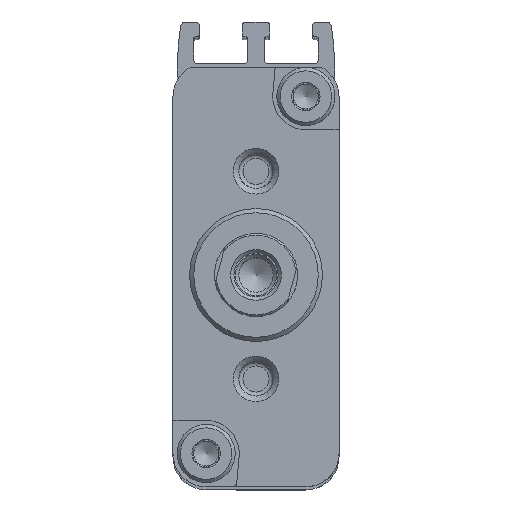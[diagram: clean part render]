
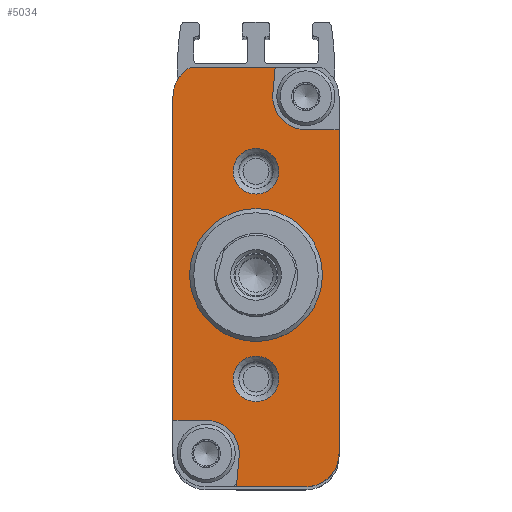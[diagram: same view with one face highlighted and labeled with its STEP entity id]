
A CAD part, top view. The second image highlights one B-rep face of the part: STEP entity #5034.
In plain terms, the highlighted planar face has unit normal (0, 0, 1).
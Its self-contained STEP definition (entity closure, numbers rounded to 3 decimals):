
#360=CIRCLE('',#5491,4.);
#364=CIRCLE('',#5498,4.);
#366=CIRCLE('',#5501,4.);
#367=CIRCLE('',#5502,4.);
#368=CIRCLE('',#5503,2.75);
#369=CIRCLE('',#5504,2.75);
#370=CIRCLE('',#5505,8.);
#819=ORIENTED_EDGE('',*,*,#2179,.F.);
#820=ORIENTED_EDGE('',*,*,#2163,.T.);
#821=ORIENTED_EDGE('',*,*,#2164,.T.);
#822=ORIENTED_EDGE('',*,*,#2167,.T.);
#823=ORIENTED_EDGE('',*,*,#2180,.F.);
#824=ORIENTED_EDGE('',*,*,#2181,.F.);
#825=ORIENTED_EDGE('',*,*,#2182,.F.);
#826=ORIENTED_EDGE('',*,*,#2175,.T.);
#827=ORIENTED_EDGE('',*,*,#2177,.T.);
#828=ORIENTED_EDGE('',*,*,#2154,.T.);
#829=ORIENTED_EDGE('',*,*,#2183,.F.);
#830=ORIENTED_EDGE('',*,*,#2184,.F.);
#831=ORIENTED_EDGE('',*,*,#2185,.T.);
#832=ORIENTED_EDGE('',*,*,#2186,.T.);
#833=ORIENTED_EDGE('',*,*,#2187,.T.);
#2154=EDGE_CURVE('',#2826,#2825,#3246,.T.);
#2163=EDGE_CURVE('',#2830,#2832,#3252,.T.);
#2164=EDGE_CURVE('',#2832,#2833,#360,.T.);
#2167=EDGE_CURVE('',#2833,#2835,#3255,.T.);
#2175=EDGE_CURVE('',#2839,#2841,#3261,.T.);
#2177=EDGE_CURVE('',#2841,#2826,#364,.T.);
#2179=EDGE_CURVE('',#2830,#2843,#3262,.T.);
#2180=EDGE_CURVE('',#2844,#2835,#3263,.T.);
#2181=EDGE_CURVE('',#2845,#2844,#366,.T.);
#2182=EDGE_CURVE('',#2839,#2845,#3264,.T.);
#2183=EDGE_CURVE('',#2846,#2825,#3265,.T.);
#2184=EDGE_CURVE('',#2843,#2846,#367,.T.);
#2185=EDGE_CURVE('',#2847,#2847,#368,.T.);
#2186=EDGE_CURVE('',#2848,#2848,#369,.T.);
#2187=EDGE_CURVE('',#2849,#2849,#370,.F.);
#2825=VERTEX_POINT('',#8099);
#2826=VERTEX_POINT('',#8101);
#2830=VERTEX_POINT('',#8111);
#2832=VERTEX_POINT('',#8116);
#2833=VERTEX_POINT('',#8120);
#2835=VERTEX_POINT('',#8125);
#2839=VERTEX_POINT('',#8135);
#2841=VERTEX_POINT('',#8140);
#2843=VERTEX_POINT('',#8149);
#2844=VERTEX_POINT('',#8151);
#2845=VERTEX_POINT('',#8153);
#2846=VERTEX_POINT('',#8156);
#2847=VERTEX_POINT('',#8159);
#2848=VERTEX_POINT('',#8161);
#2849=VERTEX_POINT('',#8163);
#3246=LINE('',#8100,#3592);
#3252=LINE('',#8117,#3598);
#3255=LINE('',#8126,#3601);
#3261=LINE('',#8141,#3607);
#3262=LINE('',#8148,#3608);
#3263=LINE('',#8150,#3609);
#3264=LINE('',#8154,#3610);
#3265=LINE('',#8155,#3611);
#3592=VECTOR('',#6330,1000.);
#3598=VECTOR('',#6344,1000.);
#3601=VECTOR('',#6353,1000.);
#3607=VECTOR('',#6365,1000.);
#3608=VECTOR('',#6376,1000.);
#3609=VECTOR('',#6377,1000.);
#3610=VECTOR('',#6380,1000.);
#3611=VECTOR('',#6381,1000.);
#3956=EDGE_LOOP('',(#819,#820,#821,#822,#823,#824,#825,#826,#827,#828,#829,
#830));
#3957=EDGE_LOOP('',(#831));
#3958=EDGE_LOOP('',(#832));
#3959=EDGE_LOOP('',(#833));
#4430=FACE_BOUND('',#3956,.T.);
#4431=FACE_BOUND('',#3957,.T.);
#4432=FACE_BOUND('',#3958,.T.);
#4433=FACE_BOUND('',#3959,.T.);
#4842=PLANE('',#5500);
#5034=ADVANCED_FACE('',(#4430,#4431,#4432,#4433),#4842,.T.);
#5491=AXIS2_PLACEMENT_3D('',#8119,#6347,#6348);
#5498=AXIS2_PLACEMENT_3D('',#8145,#6370,#6371);
#5500=AXIS2_PLACEMENT_3D('',#8147,#6374,#6375);
#5501=AXIS2_PLACEMENT_3D('',#8152,#6378,#6379);
#5502=AXIS2_PLACEMENT_3D('',#8157,#6382,#6383);
#5503=AXIS2_PLACEMENT_3D('',#8158,#6384,#6385);
#5504=AXIS2_PLACEMENT_3D('',#8160,#6386,#6387);
#5505=AXIS2_PLACEMENT_3D('',#8162,#6388,#6389);
#6330=DIRECTION('',(0.,-1.,0.));
#6344=DIRECTION('',(1.,0.,0.));
#6347=DIRECTION('',(0.,0.,1.));
#6348=DIRECTION('',(1.,0.,0.));
#6353=DIRECTION('',(0.,1.,0.));
#6365=DIRECTION('',(-1.,0.,0.));
#6370=DIRECTION('',(0.,0.,1.));
#6371=DIRECTION('',(1.,0.,0.));
#6374=DIRECTION('',(0.,0.,1.));
#6375=DIRECTION('',(1.,0.,0.));
#6376=DIRECTION('',(0.088,0.996,0.));
#6377=DIRECTION('',(1.,0.,0.));
#6378=DIRECTION('',(0.,0.,1.));
#6379=DIRECTION('',(1.,0.,0.));
#6380=DIRECTION('',(-0.088,-0.996,0.));
#6381=DIRECTION('',(-1.,0.,0.));
#6382=DIRECTION('',(0.,0.,1.));
#6383=DIRECTION('',(1.,0.,0.));
#6384=DIRECTION('',(0.,0.,-1.));
#6385=DIRECTION('',(-1.,0.,0.));
#6386=DIRECTION('',(0.,0.,-1.));
#6387=DIRECTION('',(-1.,0.,0.));
#6388=DIRECTION('',(0.,0.,1.));
#6389=DIRECTION('',(1.,0.,0.));
#8099=CARTESIAN_POINT('',(-10.,-17.5,0.));
#8100=CARTESIAN_POINT('',(-10.,21.5,0.));
#8101=CARTESIAN_POINT('',(-10.,21.5,0.));
#8111=CARTESIAN_POINT('',(-2.353,-25.5,0.));
#8116=CARTESIAN_POINT('',(6.,-25.5,0.));
#8117=CARTESIAN_POINT('',(-6.,-25.5,0.));
#8119=CARTESIAN_POINT('',(6.,-21.5,0.));
#8120=CARTESIAN_POINT('',(10.,-21.5,0.));
#8125=CARTESIAN_POINT('',(10.,17.5,0.));
#8126=CARTESIAN_POINT('',(10.,-21.5,0.));
#8135=CARTESIAN_POINT('',(2.309,25.,0.));
#8140=CARTESIAN_POINT('',(-7.936,25.,0.));
#8141=CARTESIAN_POINT('',(7.936,25.,0.));
#8145=CARTESIAN_POINT('',(-6.,21.5,0.));
#8147=CARTESIAN_POINT('',(-6.,-21.5,0.));
#8148=CARTESIAN_POINT('',(-2.353,-25.5,0.));
#8149=CARTESIAN_POINT('',(-2.,-21.5,0.));
#8150=CARTESIAN_POINT('',(6.,17.5,0.));
#8151=CARTESIAN_POINT('',(6.,17.5,0.));
#8152=CARTESIAN_POINT('',(6.,21.5,0.));
#8153=CARTESIAN_POINT('',(2.,21.5,0.));
#8154=CARTESIAN_POINT('',(-1.824,-21.868,0.));
#8155=CARTESIAN_POINT('',(-6.,-17.5,0.));
#8156=CARTESIAN_POINT('',(-6.,-17.5,0.));
#8157=CARTESIAN_POINT('',(-6.,-21.5,0.));
#8158=CARTESIAN_POINT('',(0.,-12.5,0.));
#8159=CARTESIAN_POINT('',(-2.75,-12.5,0.));
#8160=CARTESIAN_POINT('',(0.,12.5,0.));
#8161=CARTESIAN_POINT('',(-2.75,12.5,0.));
#8162=CARTESIAN_POINT('',(0.,0.,0.));
#8163=CARTESIAN_POINT('',(8.,0.,0.));
